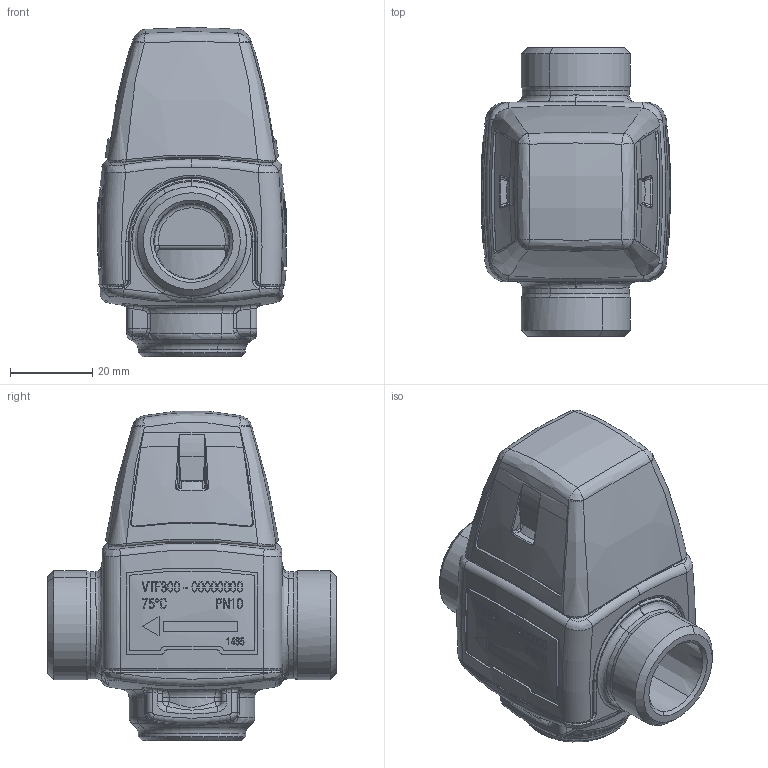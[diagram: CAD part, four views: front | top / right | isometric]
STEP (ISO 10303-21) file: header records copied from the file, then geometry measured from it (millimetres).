
FILE_DESCRIPTION(('CATIA V5 STEP Exchange'),'2;1');
FILE_NAME('VTF300 G1-2-2.stp','2017-11-02T10:08:28+00:00',('none'),('none'),'CATIA Version 5-6 Release 2014 SP4 HF22','CATIA V5 STEP AP203','none');
FILE_SCHEMA(('CONFIG_CONTROL_DESIGN'));
Length unit declared in the file: millimetre
Products named in the file (1): 12024s1_AllCATPart
Bounding box: 45.84 x 70 x 79.88 mm (x, y, z)
Volume: 92085 mm3; surface area: 37070.4 mm2
Topology: 1 solids, 3 shells, 3025 faces, 8180 edges, 5200 vertices
Faces by surface type: plane 1882, bspline 388, cylinder 361, torus 203, sphere 123, cone 56, revolution 12
Entity records: 119823 total; most frequent: CARTESIAN_POINT 56544, ORIENTED_EDGE 16242, EDGE_CURVE 8121, DIRECTION 7904, VERTEX_POINT 5200, B_SPLINE_CURVE_WITH_KNOTS 4783, AXIS2_PLACEMENT_3D 3150, EDGE_LOOP 3149
